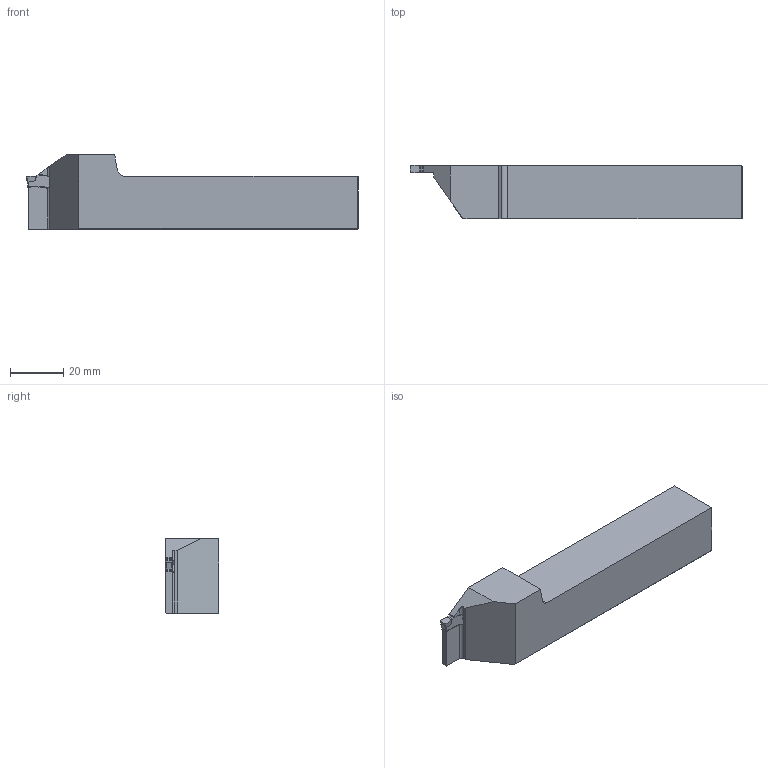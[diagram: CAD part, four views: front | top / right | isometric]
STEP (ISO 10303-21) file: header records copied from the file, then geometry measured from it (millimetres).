
FILE_DESCRIPTION(/* description */ (''),/* implementation_level */ '2;1');
FILE_NAME(/* name */ 'ADKT-ITG-L-2020-3-T8.stp',/* time_stamp */ '2023-10-17T11:31:37+03:00',/* author */ (''),/* organization */ (''),/* preprocessor_version */ 'ST-DEVELOPER v19.4',/* originating_system */ 'SIEMENS PLM Software NX2306.3001',/* authorisation */ '');
FILE_SCHEMA (('AUTOMOTIVE_DESIGN { 1 0 10303 214 3 1 1 1 }'));
Length unit declared in the file: millimetre
Products named in the file (1): ADKT-ITG-R-2020-3-T8-light
Bounding box: 125 x 20.29 x 28 mm (x, y, z)
Volume: 48354.1 mm3; surface area: 10819.8 mm2
Topology: 2 solids, 2 shells, 72 faces, 192 edges, 124 vertices
Faces by surface type: plane 43, cylinder 29
Entity records: 2349 total; most frequent: CARTESIAN_POINT 497, ORIENTED_EDGE 384, DIRECTION 380, EDGE_CURVE 192, LINE 130, VECTOR 130, AXIS2_PLACEMENT_3D 125, VERTEX_POINT 124
